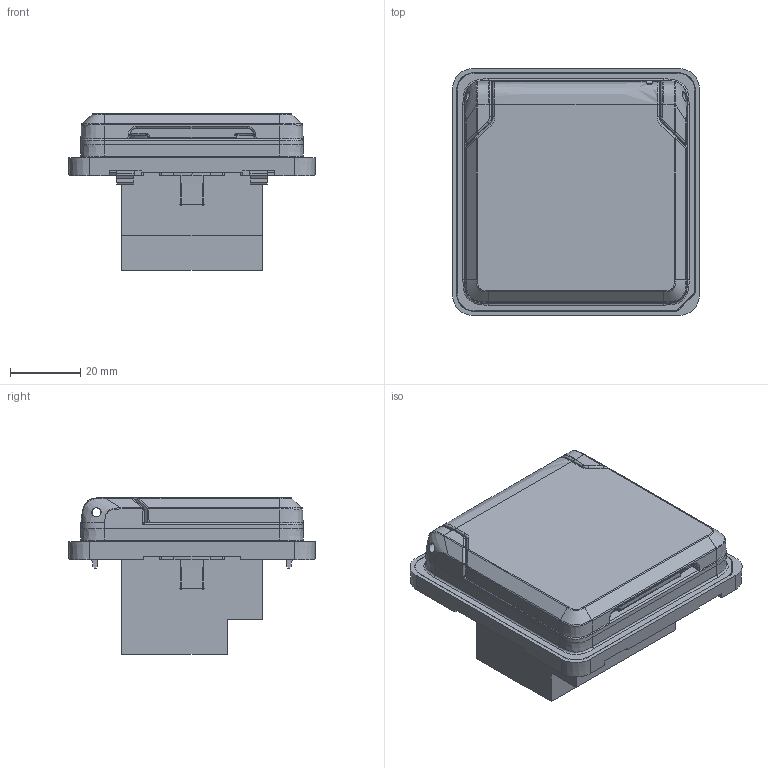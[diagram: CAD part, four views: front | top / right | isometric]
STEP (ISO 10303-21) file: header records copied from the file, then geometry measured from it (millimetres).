
FILE_DESCRIPTION(('CATIA V5 STEP Exchange','CAx-IF Rec.Pracs.--- Model Styling and Organization---1.5--- 2016-08-15','CAx-IF Rec.Pracs.---Supplemental Geometry---1.0---2011-11-01','CAx-IF Rec.Pracs.--- Composite Materials ---1.1---2010-07-15'),'2;1');
FILE_NAME('077831 _light.stp','2026-03-03T12:45:20+00:00',('none'),('none'),'CATIA Version 5-6 Release 2024 SP3','CATIA V5 STEP AP214 v3','none');
FILE_SCHEMA(('AUTOMOTIVE_DESIGN { 1 0 10303 214 1 1 1 1 }'));
Products named in the file (1): 077831 _light
Bounding box: 70.4 x 70.4 x 44.59 mm (x, y, z)
Volume: 83013.1 mm3; surface area: 51951.8 mm2
Topology: 5 solids, 5 shells, 1442 faces, 3555 edges, 2035 vertices
Faces by surface type: plane 384, bspline 367, cylinder 336, cone 140, sphere 101, torus 99, extrusion 15
Entity records: 62748 total; most frequent: CARTESIAN_POINT 34575, ORIENTED_EDGE 6876, DIRECTION 3753, EDGE_CURVE 3438, VERTEX_POINT 2035, AXIS2_PLACEMENT_3D 1666, B_SPLINE_CURVE_WITH_KNOTS 1591, EDGE_LOOP 1489
